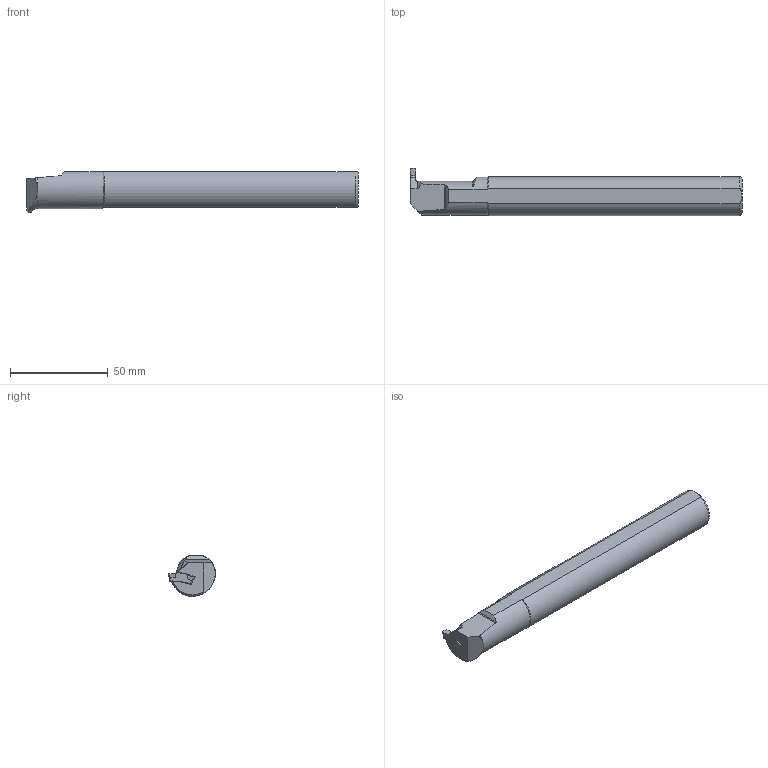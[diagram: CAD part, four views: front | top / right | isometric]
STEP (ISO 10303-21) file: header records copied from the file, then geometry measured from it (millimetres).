
FILE_DESCRIPTION(/* description */ (''),/* implementation_level */ '2;1');
FILE_NAME(/* name */ 'AIKT-ITG-L-20-3-T6-H_x_t_1.stp',/* time_stamp */ '2023-10-12T17:15:30+03:00',/* author */ (''),/* organization */ (''),/* preprocessor_version */ 'ST-DEVELOPER v19.4',/* originating_system */ 'SIEMENS PLM Software NX2306.3001',/* authorisation */ '');
FILE_SCHEMA (('AUTOMOTIVE_DESIGN { 1 0 10303 214 3 1 1 1 }'));
Length unit declared in the file: millimetre
Products named in the file (1): AIKT-ITG-R-20-3-T6-H_x_t_objects
Bounding box: 169.99 x 24.2 x 20.8 mm (x, y, z)
Volume: 49895.3 mm3; surface area: 11223 mm2
Topology: 2 solids, 2 shells, 86 faces, 237 edges, 155 vertices
Faces by surface type: cylinder 39, plane 36, torus 5, cone 5, bspline 1
Entity records: 3088 total; most frequent: CARTESIAN_POINT 865, ORIENTED_EDGE 470, DIRECTION 454, EDGE_CURVE 235, AXIS2_PLACEMENT_3D 170, VERTEX_POINT 154, LINE 114, VECTOR 114
